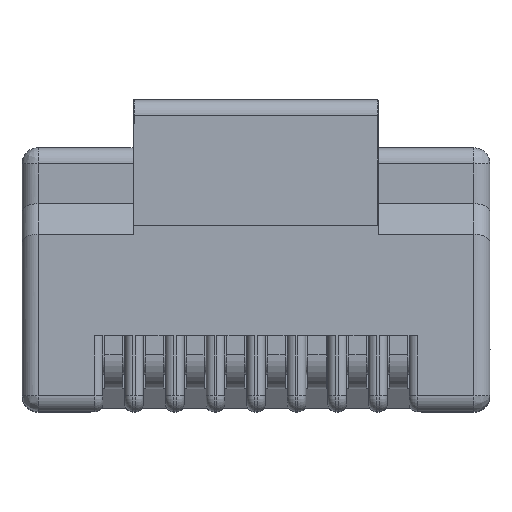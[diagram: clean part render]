
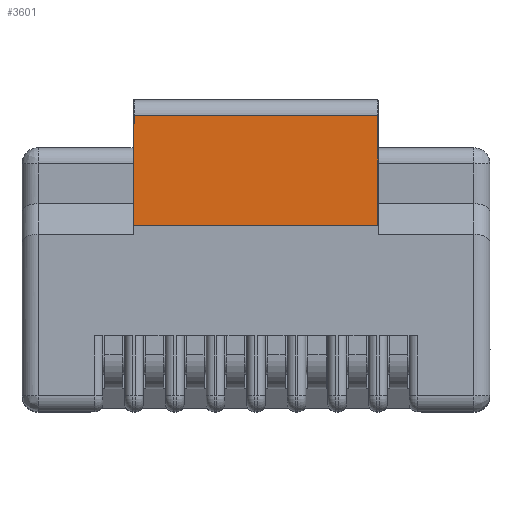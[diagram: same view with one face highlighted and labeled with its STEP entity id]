
A CAD part, top view. The second image highlights one B-rep face of the part: STEP entity #3601.
In plain terms, the highlighted planar face has unit normal (0, 0, 1).
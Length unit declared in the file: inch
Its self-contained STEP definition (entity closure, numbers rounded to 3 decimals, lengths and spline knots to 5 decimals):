
#1671 = DIRECTION ( 'NONE',  ( 1., 0., 0. ) ) ;
#3233 = VERTEX_POINT ( 'NONE', #11645 ) ;
#3601 = ADVANCED_FACE ( 'NONE', ( #11946 ), #6761, .T. ) ;
#4319 = EDGE_CURVE ( 'NONE', #5313, #9599, #8389, .T. ) ;
#4449 = CARTESIAN_POINT ( 'NONE',  ( -0.12008, 0.24089, 0. ) ) ;
#5006 = ORIENTED_EDGE ( 'NONE', *, *, #4319, .F. ) ;
#5313 = VERTEX_POINT ( 'NONE', #9117 ) ;
#5483 = EDGE_LOOP ( 'NONE', ( #17193, #14657, #13944, #5006 ) ) ;
#5618 = DIRECTION ( 'NONE',  ( 0., 0., 1. ) ) ;
#6761 = PLANE ( 'NONE',  #14019 ) ;
#6926 = LINE ( 'NONE', #13433, #13344 ) ;
#7165 = CARTESIAN_POINT ( 'NONE',  ( -0.12008, 0.18307, 0. ) ) ;
#7717 = VECTOR ( 'NONE', #13742, 39.37008 ) ;
#7894 = LINE ( 'NONE', #4449, #10115 ) ;
#8389 = LINE ( 'NONE', #14900, #7717 ) ;
#8695 = CARTESIAN_POINT ( 'NONE',  ( 0., 0.2372, 0. ) ) ;
#8962 = VECTOR ( 'NONE', #14139, 39.37008 ) ;
#9117 = CARTESIAN_POINT ( 'NONE',  ( -0.12008, 0.29134, 0. ) ) ;
#9599 = VERTEX_POINT ( 'NONE', #14659 ) ;
#10115 = VECTOR ( 'NONE', #13827, 39.37008 ) ;
#11183 = EDGE_CURVE ( 'NONE', #9599, #3233, #12657, .T. ) ;
#11645 = CARTESIAN_POINT ( 'NONE',  ( 0.12008, 0.18307, 0. ) ) ;
#11946 = FACE_OUTER_BOUND ( 'NONE', #5483, .T. ) ;
#12370 = DIRECTION ( 'NONE',  ( 1., 0., 0. ) ) ;
#12657 = LINE ( 'NONE', #15554, #8962 ) ;
#12836 = EDGE_CURVE ( 'NONE', #16095, #3233, #6926, .T. ) ;
#13344 = VECTOR ( 'NONE', #12370, 39.37008 ) ;
#13433 = CARTESIAN_POINT ( 'NONE',  ( 0., 0.18307, 0. ) ) ;
#13742 = DIRECTION ( 'NONE',  ( 1., 0., 0. ) ) ;
#13827 = DIRECTION ( 'NONE',  ( 0., -1., 0. ) ) ;
#13944 = ORIENTED_EDGE ( 'NONE', *, *, #11183, .F. ) ;
#14019 = AXIS2_PLACEMENT_3D ( 'NONE', #8695, #5618, #1671 ) ;
#14139 = DIRECTION ( 'NONE',  ( 0., -1., 0. ) ) ;
#14402 = EDGE_CURVE ( 'NONE', #5313, #16095, #7894, .T. ) ;
#14657 = ORIENTED_EDGE ( 'NONE', *, *, #12836, .T. ) ;
#14659 = CARTESIAN_POINT ( 'NONE',  ( 0.12008, 0.29134, 0. ) ) ;
#14900 = CARTESIAN_POINT ( 'NONE',  ( 0.12008, 0.29134, 0. ) ) ;
#15554 = CARTESIAN_POINT ( 'NONE',  ( 0.12008, 0.24089, 0. ) ) ;
#16095 = VERTEX_POINT ( 'NONE', #7165 ) ;
#17193 = ORIENTED_EDGE ( 'NONE', *, *, #14402, .T. ) ;
